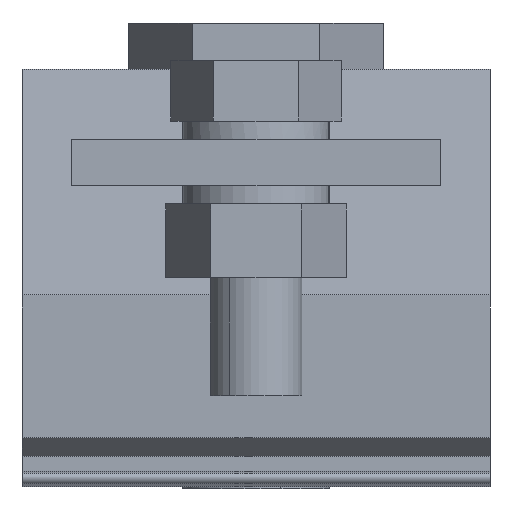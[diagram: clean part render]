
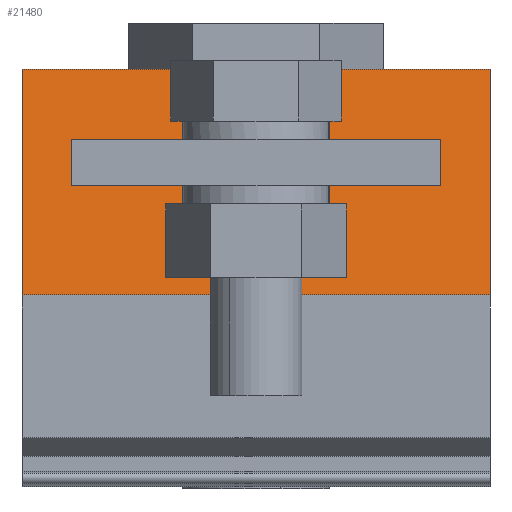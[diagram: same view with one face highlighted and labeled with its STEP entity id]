
A CAD part, front view. The second image highlights one B-rep face of the part: STEP entity #21480.
In plain terms, the highlighted planar face has unit normal (0, -0.985, 0.174).
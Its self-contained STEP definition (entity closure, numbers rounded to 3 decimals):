
#1570=CARTESIAN_POINT('',(0.,46.82,
45.3));
#1580=VERTEX_POINT('',#1570);
#1610=CARTESIAN_POINT('',(0.,40.102,7.2));
#1620=DIRECTION('',(0.,-0.174,-0.985));
#1630=VECTOR('',#1620,1.);
#1640=LINE('',#1610,#1630);
#1650=CARTESIAN_POINT('',(0.,42.5,20.8));
#1660=VERTEX_POINT('',#1650);
#1670=EDGE_CURVE('',#1580,#1660,#1640,.T.);
#8100=CARTESIAN_POINT('',(50.8,42.5,20.8));
#8110=VERTEX_POINT('',#8100);
#8140=CARTESIAN_POINT('',(50.8,40.102,7.2));
#8150=DIRECTION('',(0.,-0.174,-0.985));
#8160=VECTOR('',#8150,1.);
#8170=LINE('',#8140,#8160);
#8180=CARTESIAN_POINT('',(50.8,46.82,45.3));
#8190=VERTEX_POINT('',#8180);
#8200=EDGE_CURVE('',#8190,#8110,#8170,.T.);
#20310=CARTESIAN_POINT('',(0.,42.5,20.8));
#20320=DIRECTION('',(1.,0.,0.));
#20330=VECTOR('',#20320,1.);
#20340=LINE('',#20310,#20330);
#20350=EDGE_CURVE('',#1660,#8110,#20340,.T.);
#20980=CARTESIAN_POINT('',(0.012,46.383,
42.821));
#20990=DIRECTION('',(0.,0.985,
-0.174));
#21000=DIRECTION('',(0.,0.174,
0.985));
#21010=AXIS2_PLACEMENT_3D('',#20980,#20990,#21000);
#21020=PLANE('',#21010);
#21030=CARTESIAN_POINT('',(0.,45.476,37.675));
#21040=DIRECTION('',(1.,0.,0.));
#21050=VECTOR('',#21040,1.);
#21060=LINE('',#21030,#21050);
#21070=CARTESIAN_POINT('',(5.4,45.476,
37.675));
#21080=VERTEX_POINT('',#21070);
#21090=CARTESIAN_POINT('',(45.4,45.476,37.675));
#21100=VERTEX_POINT('',#21090);
#21110=EDGE_CURVE('',#21080,#21100,#21060,.T.);
#21120=ORIENTED_EDGE('',*,*,#21110,.T.);
#21130=CARTESIAN_POINT('',(5.4,40.102,
7.2));
#21140=DIRECTION('',(0.,-0.174,-0.985));
#21150=VECTOR('',#21140,1.);
#21160=LINE('',#21130,#21150);
#21170=CARTESIAN_POINT('',(5.4,44.594,
32.675));
#21180=VERTEX_POINT('',#21170);
#21190=EDGE_CURVE('',#21080,#21180,#21160,.T.);
#21200=ORIENTED_EDGE('',*,*,#21190,.F.);
#21210=CARTESIAN_POINT('',(0.,44.594,32.675));
#21220=DIRECTION('',(-1.,0.,0.));
#21230=VECTOR('',#21220,1.);
#21240=LINE('',#21210,#21230);
#21250=CARTESIAN_POINT('',(45.4,44.594,32.675));
#21260=VERTEX_POINT('',#21250);
#21270=EDGE_CURVE('',#21260,#21180,#21240,.T.);
#21280=ORIENTED_EDGE('',*,*,#21270,.T.);
#21290=CARTESIAN_POINT('',(45.4,40.102,7.2));
#21300=DIRECTION('',(0.,0.174,0.985));
#21310=VECTOR('',#21300,1.);
#21320=LINE('',#21290,#21310);
#21330=EDGE_CURVE('',#21260,#21100,#21320,.T.);
#21340=ORIENTED_EDGE('',*,*,#21330,.F.);
#21350=EDGE_LOOP('',(#21340,#21280,#21200,#21120));
#21360=FACE_BOUND('',#21350,.T.);
#21370=CARTESIAN_POINT('',(0.,46.82,45.3));
#21380=DIRECTION('',(1.,0.,0.));
#21390=VECTOR('',#21380,1.);
#21400=LINE('',#21370,#21390);
#21410=EDGE_CURVE('',#1580,#8190,#21400,.T.);
#21420=ORIENTED_EDGE('',*,*,#21410,.F.);
#21430=ORIENTED_EDGE('',*,*,#8200,.F.);
#21440=ORIENTED_EDGE('',*,*,#20350,.T.);
#21450=ORIENTED_EDGE('',*,*,#1670,.T.);
#21460=EDGE_LOOP('',(#21450,#21440,#21430,#21420));
#21470=FACE_OUTER_BOUND('',#21460,.T.);
#21480=ADVANCED_FACE('',(#21360,#21470),#21020,.F.);
